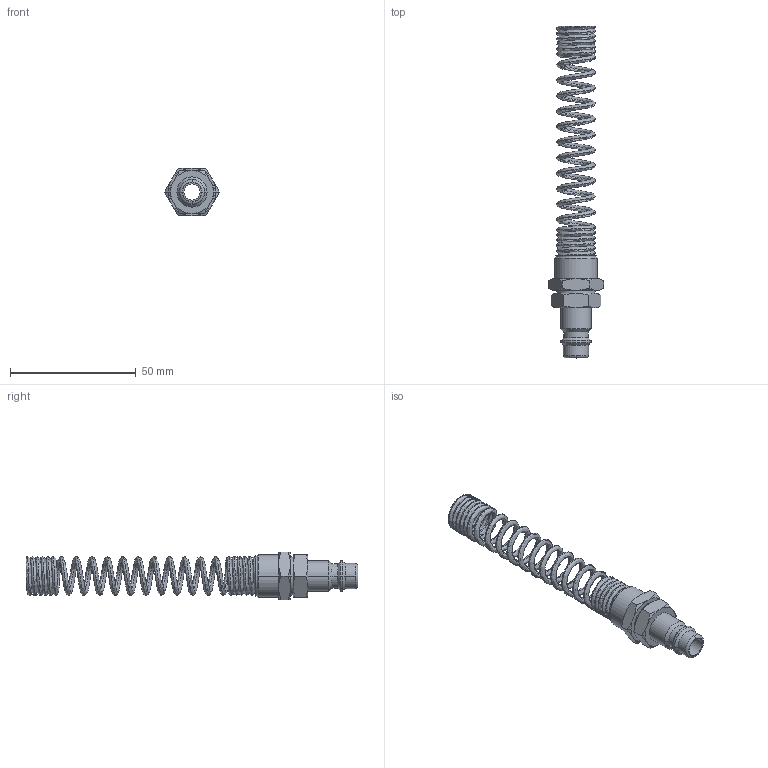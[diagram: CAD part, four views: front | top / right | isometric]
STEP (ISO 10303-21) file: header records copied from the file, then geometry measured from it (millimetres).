
FILE_DESCRIPTION(('STEP AP214'),'1');
FILE_NAME('esn_8_sqf.stp','2020-03-05T08:46:34',('TraceParts'),('TraceParts S.A.'),'Spatial InterOp 3D',' ',' ');
FILE_SCHEMA(('automotive_design'));
Length unit declared in the file: millimetre
Products named in the file (1): 1
Bounding box: 21.94 x 132 x 19 mm (x, y, z)
Volume: 8760.4 mm3; surface area: 9537.9 mm2
Topology: 1 solids, 1 shells, 86 faces, 182 edges, 105 vertices
Faces by surface type: cone 40, plane 22, cylinder 20, bspline 2, torus 2
Entity records: 34284 total; most frequent: CARTESIAN_POINT 31836, DIRECTION 379, ORIENTED_EDGE 364, EDGE_CURVE 182, AXIS2_PLACEMENT_3D 165, VERTEX_POINT 105, EDGE_LOOP 95, STYLED_ITEM 86
